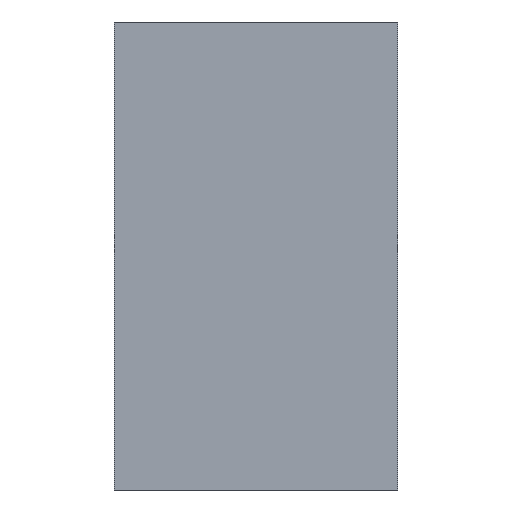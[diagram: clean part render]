
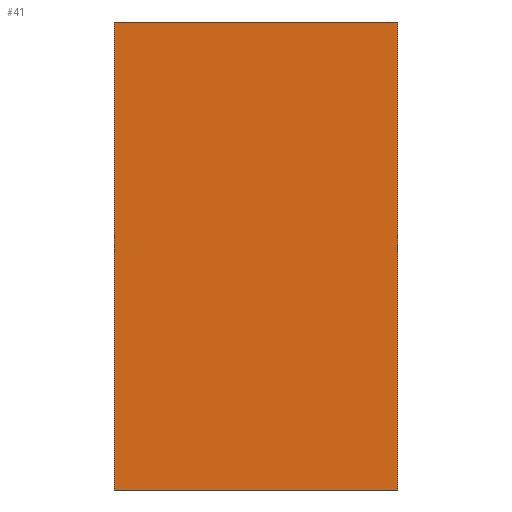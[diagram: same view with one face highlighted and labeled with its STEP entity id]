
A CAD part, left-side view. The second image highlights one B-rep face of the part: STEP entity #41.
In plain terms, the highlighted planar face has unit normal (-1, 0, 0).
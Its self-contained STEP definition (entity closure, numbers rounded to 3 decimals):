
#1 = EDGE_LOOP ( 'NONE', ( #1353, #135, #2403, #1713 ) ) ;
#27 = VECTOR ( 'NONE', #213, 1000. ) ;
#34 = VECTOR ( 'NONE', #355, 1000. ) ;
#35 = PLANE ( 'NONE',  #535 ) ;
#41 = ADVANCED_FACE ( 'NONE', ( #219 ), #35, .F. ) ;
#46 = LINE ( 'NONE', #1539, #107 ) ;
#107 = VECTOR ( 'NONE', #935, 1000. ) ;
#135 = ORIENTED_EDGE ( 'NONE', *, *, #142, .F. ) ;
#141 = VERTEX_POINT ( 'NONE', #1886 ) ;
#142 = EDGE_CURVE ( 'NONE', #988, #141, #46, .T. ) ;
#166 = CARTESIAN_POINT ( 'NONE',  ( -1.661, 0.947, 1.65 ) ) ;
#213 = DIRECTION ( 'NONE',  ( 0., -1., 0. ) ) ;
#219 = FACE_OUTER_BOUND ( 'NONE', #1, .T. ) ;
#267 = LINE ( 'NONE', #1738, #27 ) ;
#355 = DIRECTION ( 'NONE',  ( 0., -1., 0. ) ) ;
#535 = AXIS2_PLACEMENT_3D ( 'NONE', #1743, #2310, #595 ) ;
#551 = EDGE_CURVE ( 'NONE', #1267, #141, #1503, .T. ) ;
#595 = DIRECTION ( 'NONE',  ( 0., 0., -1. ) ) ;
#718 = DIRECTION ( 'NONE',  ( 0., 0., -1. ) ) ;
#724 = CARTESIAN_POINT ( 'NONE',  ( -1.661, 0.947, 0. ) ) ;
#736 = CARTESIAN_POINT ( 'NONE',  ( -1.661, -0.053, 1.65 ) ) ;
#935 = DIRECTION ( 'NONE',  ( 0., 0., -1. ) ) ;
#988 = VERTEX_POINT ( 'NONE', #736 ) ;
#1167 = EDGE_CURVE ( 'NONE', #2140, #988, #267, .T. ) ;
#1267 = VERTEX_POINT ( 'NONE', #724 ) ;
#1353 = ORIENTED_EDGE ( 'NONE', *, *, #551, .T. ) ;
#1387 = CARTESIAN_POINT ( 'NONE',  ( -1.661, 0.947, 0. ) ) ;
#1503 = LINE ( 'NONE', #1387, #34 ) ;
#1511 = LINE ( 'NONE', #166, #1930 ) ;
#1539 = CARTESIAN_POINT ( 'NONE',  ( -1.661, -0.053, 1.65 ) ) ;
#1713 = ORIENTED_EDGE ( 'NONE', *, *, #2205, .T. ) ;
#1738 = CARTESIAN_POINT ( 'NONE',  ( -1.661, 0.947, 1.65 ) ) ;
#1743 = CARTESIAN_POINT ( 'NONE',  ( -1.661, 0.947, 1.65 ) ) ;
#1886 = CARTESIAN_POINT ( 'NONE',  ( -1.661, -0.053, 0. ) ) ;
#1930 = VECTOR ( 'NONE', #718, 1000. ) ;
#2140 = VERTEX_POINT ( 'NONE', #2447 ) ;
#2205 = EDGE_CURVE ( 'NONE', #2140, #1267, #1511, .T. ) ;
#2310 = DIRECTION ( 'NONE',  ( 1., 0., 0. ) ) ;
#2403 = ORIENTED_EDGE ( 'NONE', *, *, #1167, .F. ) ;
#2447 = CARTESIAN_POINT ( 'NONE',  ( -1.661, 0.947, 1.65 ) ) ;
